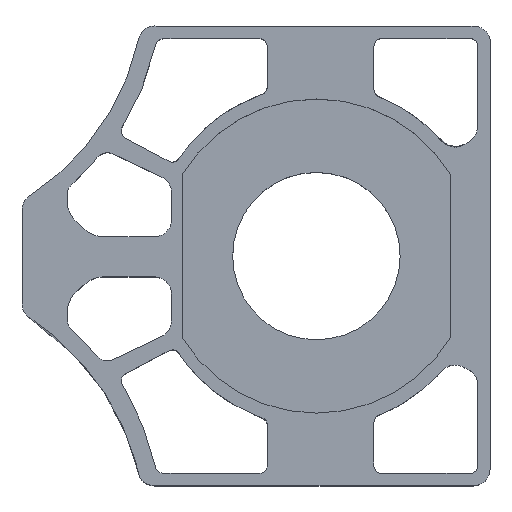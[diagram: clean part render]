
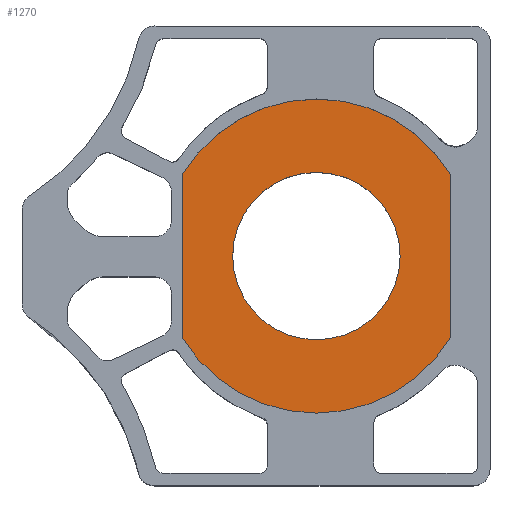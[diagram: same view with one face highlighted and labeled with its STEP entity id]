
A CAD part, top view. The second image highlights one B-rep face of the part: STEP entity #1270.
In plain terms, the highlighted planar face has unit normal (0, 0, 1).
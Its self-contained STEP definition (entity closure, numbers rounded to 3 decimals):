
#108=FACE_BOUND('',#204,.T.);
#124=CIRCLE('',#1350,19.);
#126=CIRCLE('',#1354,19.);
#127=CIRCLE('',#1356,10.125);
#136=FACE_OUTER_BOUND('',#203,.T.);
#203=EDGE_LOOP('',(#865,#866,#867,#868));
#204=EDGE_LOOP('',(#869));
#283=LINE('',#1607,#407);
#288=LINE('',#1620,#412);
#407=VECTOR('',#1395,10.);
#412=VECTOR('',#1408,10.);
#531=VERTEX_POINT('',#1604);
#532=VERTEX_POINT('',#1606);
#534=VERTEX_POINT('',#1612);
#536=VERTEX_POINT('',#1618);
#537=VERTEX_POINT('',#1625);
#659=EDGE_CURVE('',#531,#532,#283,.T.);
#663=EDGE_CURVE('',#534,#531,#124,.T.);
#666=EDGE_CURVE('',#536,#534,#288,.T.);
#668=EDGE_CURVE('',#532,#536,#126,.T.);
#669=EDGE_CURVE('',#537,#537,#127,.T.);
#865=ORIENTED_EDGE('',*,*,#668,.F.);
#866=ORIENTED_EDGE('',*,*,#659,.F.);
#867=ORIENTED_EDGE('',*,*,#663,.F.);
#868=ORIENTED_EDGE('',*,*,#666,.F.);
#869=ORIENTED_EDGE('',*,*,#669,.F.);
#1235=PLANE('',#1355);
#1270=ADVANCED_FACE('',(#136,#108),#1235,.T.);
#1350=AXIS2_PLACEMENT_3D('',#1614,#1402,#1403);
#1354=AXIS2_PLACEMENT_3D('',#1623,#1413,#1414);
#1355=AXIS2_PLACEMENT_3D('',#1624,#1415,#1416);
#1356=AXIS2_PLACEMENT_3D('',#1626,#1417,#1418);
#1395=DIRECTION('',(0.,1.,0.));
#1402=DIRECTION('center_axis',(0.,0.,-1.));
#1403=DIRECTION('ref_axis',(-0.855,-0.518,0.));
#1408=DIRECTION('',(0.,-1.,0.));
#1413=DIRECTION('center_axis',(0.,0.,-1.));
#1414=DIRECTION('ref_axis',(0.855,0.518,0.));
#1415=DIRECTION('center_axis',(0.,0.,1.));
#1416=DIRECTION('ref_axis',(-1.,0.,0.));
#1417=DIRECTION('center_axis',(0.,0.,1.));
#1418=DIRECTION('ref_axis',(1.,0.,0.));
#1604=CARTESIAN_POINT('',(18476.381,-8220.469,8.));
#1606=CARTESIAN_POINT('',(18476.381,-8200.777,8.));
#1607=CARTESIAN_POINT('',(18476.381,-8200.777,8.));
#1612=CARTESIAN_POINT('',(18508.881,-8220.469,8.));
#1614=CARTESIAN_POINT('Origin',(18492.631,-8210.623,8.));
#1618=CARTESIAN_POINT('',(18508.881,-8200.777,8.));
#1620=CARTESIAN_POINT('',(18508.881,-8220.469,8.));
#1623=CARTESIAN_POINT('Origin',(18492.631,-8210.623,8.));
#1624=CARTESIAN_POINT('Origin',(18492.631,-8210.623,8.));
#1625=CARTESIAN_POINT('',(18482.506,-8210.623,8.));
#1626=CARTESIAN_POINT('Origin',(18492.631,-8210.623,8.));
